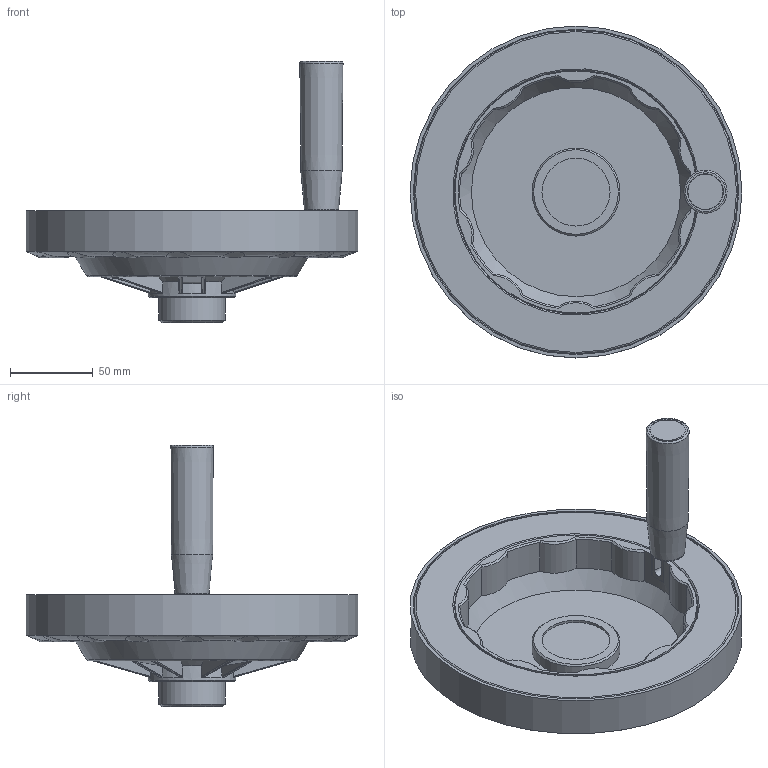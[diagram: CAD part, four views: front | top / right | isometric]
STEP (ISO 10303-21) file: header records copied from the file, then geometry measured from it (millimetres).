
FILE_DESCRIPTION( ( 'Unknown' ), '1' );
FILE_NAME( '6367025_PDA200_MRP.stp', 'Unknown', ( 'Unknown' ), ( 'Unknown' ), 'PSStep 11.0', 'Unknown', ' ' );
FILE_SCHEMA( ( 'AUTOMOTIVE_DESIGN { 1 0 10303 214 1 1 1 1 }' ) );
Length unit declared in the file: millimetre
Products named in the file (1): 1831151
Bounding box: 200 x 200 x 157.4 mm (x, y, z)
Volume: 394723.8 mm3; surface area: 211914.7 mm2
Topology: 1 solids, 3 shells, 364 faces, 988 edges, 614 vertices
Faces by surface type: plane 137, cylinder 84, cone 68, bspline 47, torus 27, sphere 1
Full cylindrical faces by diameter (mm): 3 x2, 3.5 x1, 4.917 x1, 6 x2, 6.95 x1, 7 x3, 7.03 x1, 10 x1, 10.8 x1, 11 x1, 11.5 x1, 11.52 x1, 12.6 x1, 14.5 x1, 17.28 x1, 21.6 x2, 40 x1, 41 x1, 53 x2, 190.12 x1, 195 x1, 196 x1, 200 x1
Entity records: 22386 total; most frequent: CARTESIAN_POINT 11051, ORIENTED_EDGE 1782, DIRECTION 1676, EDGE_CURVE 891, AXIS2_PLACEMENT_3D 689, VERTEX_POINT 577, EDGE_LOOP 451, FACE_OUTER_BOUND 402
